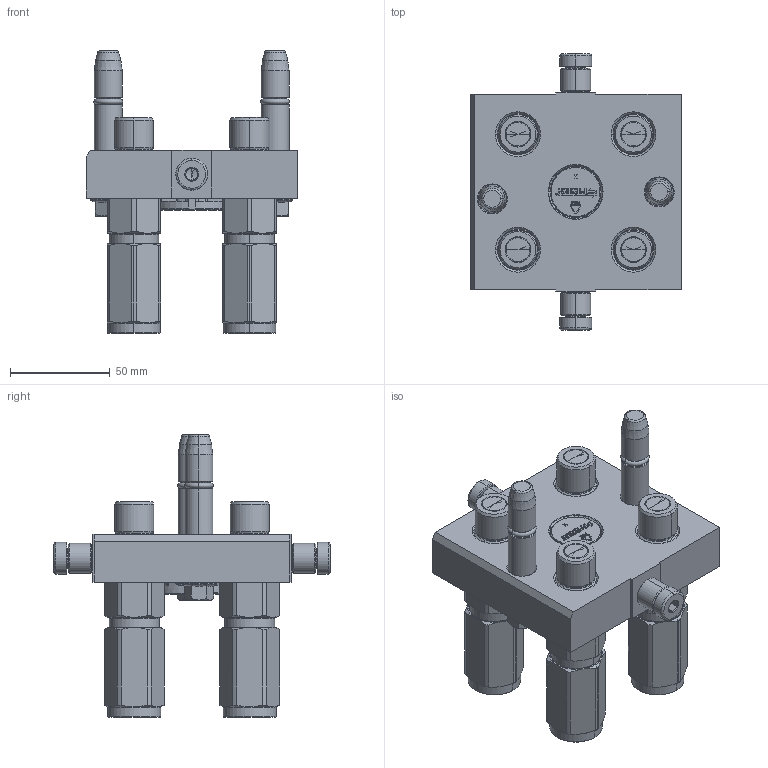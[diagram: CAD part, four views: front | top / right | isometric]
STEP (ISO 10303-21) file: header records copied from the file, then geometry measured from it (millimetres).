
FILE_DESCRIPTION (( 'STEP AP214' ), '1' );
FILE_NAME ('FASTER.step', '2021-10-04T07:24:18', ( '' ), ( '' ), 'SwSTEP 2.0', 'SolidWorks 2017', '' );
FILE_SCHEMA (( 'AUTOMOTIVE_DESIGN' ));
Length unit declared in the file: millimetre
Products named in the file (12): 4830_021_0000_000; FASTER; 1540_080_0008_000; 4830_010_0000_011; 3ffnp38-12g_m; et002; TAPPO_12; 4830_013_3000_030; P506-1_M_BASE; or2_62x9_19_m; 4830_028_1000_011
Assembly tree (19 placements, depth 3):
  FASTER
    P506-1_M_BASE
      4830_010_0000_011
      4830_021_0000_000  x2
      1540_080_0008_000  x2
      4830_013_3000_030  x2
      4830_028_1000_011  x2
      or2_62x9_19_m  x2
    3ffnp38-12g_m  x4
      3ffnp38-12g_m
    TAPPO_12
    et002
Bounding box: 106.3 x 138.6 x 141.8 mm (x, y, z)
Volume: 14420.4 mm3; surface area: 119254.8 mm2
Topology: 6 solids, 54 shells, 2124 faces, 6003 edges, 3943 vertices
Faces by surface type: plane 1196, cylinder 376, cone 334, torus 140, bspline 78
Entity records: 57861 total; most frequent: CARTESIAN_POINT 13313, ORIENTED_EDGE 7972, DIRECTION 7507, EDGE_CURVE 4094, LINE 3047, VECTOR 3047, VERTEX_POINT 2678, AXIS2_PLACEMENT_3D 2230
